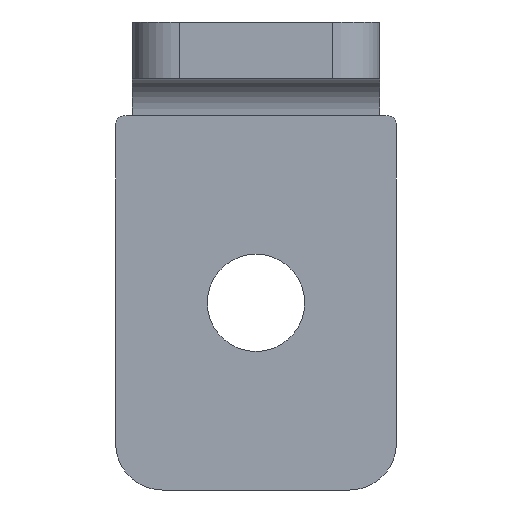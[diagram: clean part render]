
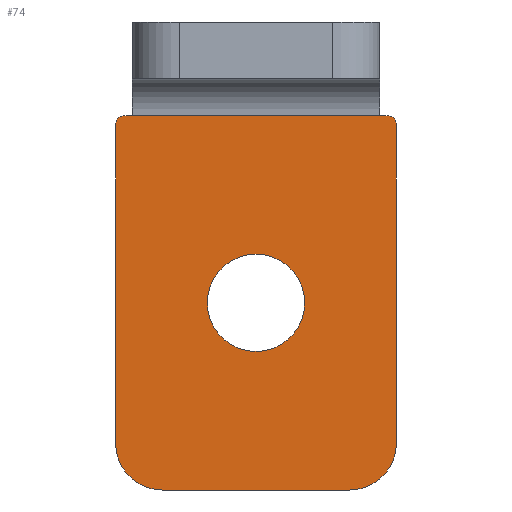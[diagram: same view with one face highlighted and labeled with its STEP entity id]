
A CAD part, front view. The second image highlights one B-rep face of the part: STEP entity #74.
In plain terms, the highlighted planar face has unit normal (0, -1, 0).
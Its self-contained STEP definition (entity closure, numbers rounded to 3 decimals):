
#7 = DIRECTION ( 'NONE',  ( 0., -1., 0. ) ) ;
#18 = AXIS2_PLACEMENT_3D ( 'NONE', #27, #729, #602 ) ;
#27 = CARTESIAN_POINT ( 'NONE',  ( 7., 18.5, -5.5 ) ) ;
#32 = EDGE_CURVE ( '������15', #533, #599, #461, .T. ) ;
#34 = CARTESIAN_POINT ( 'NONE',  ( -7.5, 18.5, -5. ) ) ;
#41 = VECTOR ( 'NONE', #109, 1000. ) ;
#45 = EDGE_LOOP ( 'NONE', ( #498, #716, #751, #712, #378, #563, #709, #651, #224, #255 ) ) ;
#49 = AXIS2_PLACEMENT_3D ( 'NONE', #827, #697, #505 ) ;
#55 = DIRECTION ( 'NONE',  ( 0., 0., -1. ) ) ;
#56 = VERTEX_POINT ( 'NONE', #87 ) ;
#61 = DIRECTION ( 'NONE',  ( -1., 0., 0. ) ) ;
#62 = DIRECTION ( 'NONE',  ( 0., 0., 1. ) ) ;
#64 = CIRCLE ( 'NONE', #281, 0.5 ) ;
#73 = CARTESIAN_POINT ( 'NONE',  ( 0., 18.5, -15. ) ) ;
#74 = ADVANCED_FACE ( 'NONE', ( #673, #733 ), #543, .T. ) ;
#87 = CARTESIAN_POINT ( 'NONE',  ( 7.5, 18.5, -22.5 ) ) ;
#93 = CARTESIAN_POINT ( 'NONE',  ( 0., 18.5, -12.4 ) ) ;
#95 = EDGE_LOOP ( 'NONE', ( #496, #821 ) ) ;
#109 = DIRECTION ( 'NONE',  ( 1., 0., 0. ) ) ;
#118 = CIRCLE ( 'NONE', #576, 2.5 ) ;
#128 = DIRECTION ( 'NONE',  ( 0., 1., 0. ) ) ;
#143 = EDGE_CURVE ( '������6', #645, #701, #831, .T. ) ;
#153 = VERTEX_POINT ( 'NONE', #436 ) ;
#175 = VECTOR ( 'NONE', #380, 1000. ) ;
#184 = DIRECTION ( 'NONE',  ( 0., 0., 1. ) ) ;
#193 = DIRECTION ( 'NONE',  ( 0., -1., 0. ) ) ;
#209 = EDGE_CURVE ( 'NONE', #701, #807, #302, .T. ) ;
#224 = ORIENTED_EDGE ( 'NONE', *, *, #209, .F. ) ;
#250 = VERTEX_POINT ( 'NONE', #771 ) ;
#255 = ORIENTED_EDGE ( 'NONE', *, *, #143, .F. ) ;
#263 = EDGE_CURVE ( 'NONE', #754, #645, #720, .T. ) ;
#267 = DIRECTION ( 'NONE',  ( 1., 0., 0. ) ) ;
#272 = EDGE_CURVE ( 'NONE', #250, #56, #525, .T. ) ;
#281 = AXIS2_PLACEMENT_3D ( 'NONE', #711, #650, #55 ) ;
#293 = EDGE_CURVE ( '������15', #599, #533, #344, .T. ) ;
#295 = VECTOR ( 'NONE', #184, 1000. ) ;
#300 = EDGE_CURVE ( 'NONE', #754, #153, #64, .T. ) ;
#302 = LINE ( 'NONE', #34, #796 ) ;
#309 = CARTESIAN_POINT ( 'NONE',  ( -5., 18.5, -25. ) ) ;
#325 = AXIS2_PLACEMENT_3D ( 'NONE', #73, #340, #386 ) ;
#333 = VERTEX_POINT ( 'NONE', #339 ) ;
#339 = CARTESIAN_POINT ( 'NONE',  ( 5., 18.5, -25. ) ) ;
#340 = DIRECTION ( 'NONE',  ( 0., 1., 0. ) ) ;
#344 = CIRCLE ( 'NONE', #658, 2.6 ) ;
#374 = LINE ( 'NONE', #516, #603 ) ;
#378 = ORIENTED_EDGE ( 'NONE', *, *, #636, .F. ) ;
#380 = DIRECTION ( 'NONE',  ( 0., 0., -1. ) ) ;
#386 = DIRECTION ( 'NONE',  ( 0., 0., 1. ) ) ;
#395 = CIRCLE ( 'NONE', #18, 0.5 ) ;
#401 = AXIS2_PLACEMENT_3D ( 'NONE', #618, #7, #546 ) ;
#436 = CARTESIAN_POINT ( 'NONE',  ( -7.5, 18.5, -5.5 ) ) ;
#452 = CARTESIAN_POINT ( 'NONE',  ( 0., 18.5, -15. ) ) ;
#457 = VERTEX_POINT ( 'NONE', #670 ) ;
#461 = CIRCLE ( 'NONE', #325, 2.6 ) ;
#464 = CARTESIAN_POINT ( 'NONE',  ( -6.6, 18.5, -5. ) ) ;
#472 = EDGE_CURVE ( 'NONE', #333, #56, #118, .T. ) ;
#496 = ORIENTED_EDGE ( 'NONE', *, *, #32, .T. ) ;
#498 = ORIENTED_EDGE ( 'NONE', *, *, #263, .F. ) ;
#499 = CARTESIAN_POINT ( 'NONE',  ( 0., 18.5, -17.6 ) ) ;
#503 = VERTEX_POINT ( 'NONE', #309 ) ;
#505 = DIRECTION ( 'NONE',  ( 0., 0., -1. ) ) ;
#508 = EDGE_CURVE ( 'NONE', #457, #503, #683, .T. ) ;
#516 = CARTESIAN_POINT ( 'NONE',  ( -7.5, 18.5, -25. ) ) ;
#520 = CARTESIAN_POINT ( 'NONE',  ( 6.6, 18.5, -5. ) ) ;
#525 = LINE ( 'NONE', #780, #175 ) ;
#533 = VERTEX_POINT ( 'NONE', #93 ) ;
#543 = PLANE ( 'NONE',  #401 ) ;
#546 = DIRECTION ( 'NONE',  ( 0., 0., -1. ) ) ;
#563 = ORIENTED_EDGE ( 'NONE', *, *, #472, .T. ) ;
#576 = AXIS2_PLACEMENT_3D ( 'NONE', #778, #193, #850 ) ;
#590 = LINE ( 'NONE', #848, #295 ) ;
#594 = CARTESIAN_POINT ( 'NONE',  ( 7., 18.5, -5. ) ) ;
#599 = VERTEX_POINT ( 'NONE', #499 ) ;
#602 = DIRECTION ( 'NONE',  ( 0., 0., -1. ) ) ;
#603 = VECTOR ( 'NONE', #61, 1000. ) ;
#618 = CARTESIAN_POINT ( 'NONE',  ( 0., 18.5, 0. ) ) ;
#635 = CARTESIAN_POINT ( 'NONE',  ( 6.6, 18.5, -5. ) ) ;
#636 = EDGE_CURVE ( 'NONE', #333, #503, #374, .T. ) ;
#645 = VERTEX_POINT ( 'NONE', #464 ) ;
#650 = DIRECTION ( 'NONE',  ( 0., -1., 0. ) ) ;
#651 = ORIENTED_EDGE ( 'NONE', *, *, #814, .T. ) ;
#652 = CARTESIAN_POINT ( 'NONE',  ( -7., 18.5, -5. ) ) ;
#658 = AXIS2_PLACEMENT_3D ( 'NONE', #452, #128, #62 ) ;
#670 = CARTESIAN_POINT ( 'NONE',  ( -7.5, 18.5, -22.5 ) ) ;
#673 = FACE_BOUND ( 'NONE', #95, .T. ) ;
#683 = CIRCLE ( 'NONE', #49, 2.5 ) ;
#697 = DIRECTION ( 'NONE',  ( 0., -1., 0. ) ) ;
#701 = VERTEX_POINT ( 'NONE', #520 ) ;
#709 = ORIENTED_EDGE ( 'NONE', *, *, #272, .F. ) ;
#711 = CARTESIAN_POINT ( 'NONE',  ( -7., 18.5, -5.5 ) ) ;
#712 = ORIENTED_EDGE ( 'NONE', *, *, #508, .T. ) ;
#716 = ORIENTED_EDGE ( 'NONE', *, *, #300, .T. ) ;
#720 = LINE ( 'NONE', #845, #783 ) ;
#723 = EDGE_CURVE ( 'NONE', #457, #153, #590, .T. ) ;
#729 = DIRECTION ( 'NONE',  ( 0., -1., 0. ) ) ;
#733 = FACE_OUTER_BOUND ( 'NONE', #45, .T. ) ;
#751 = ORIENTED_EDGE ( 'NONE', *, *, #723, .F. ) ;
#754 = VERTEX_POINT ( 'NONE', #652 ) ;
#762 = DIRECTION ( 'NONE',  ( 1., 0., 0. ) ) ;
#771 = CARTESIAN_POINT ( 'NONE',  ( 7.5, 18.5, -5.5 ) ) ;
#778 = CARTESIAN_POINT ( 'NONE',  ( 5., 18.5, -22.5 ) ) ;
#780 = CARTESIAN_POINT ( 'NONE',  ( 7.5, 18.5, -25. ) ) ;
#783 = VECTOR ( 'NONE', #267, 1000. ) ;
#796 = VECTOR ( 'NONE', #762, 1000. ) ;
#807 = VERTEX_POINT ( 'NONE', #594 ) ;
#814 = EDGE_CURVE ( 'NONE', #250, #807, #395, .T. ) ;
#821 = ORIENTED_EDGE ( 'NONE', *, *, #293, .T. ) ;
#827 = CARTESIAN_POINT ( 'NONE',  ( -5., 18.5, -22.5 ) ) ;
#831 = LINE ( 'NONE', #635, #41 ) ;
#845 = CARTESIAN_POINT ( 'NONE',  ( -7.5, 18.5, -5. ) ) ;
#848 = CARTESIAN_POINT ( 'NONE',  ( -7.5, 18.5, -3. ) ) ;
#850 = DIRECTION ( 'NONE',  ( 0., 0., -1. ) ) ;
